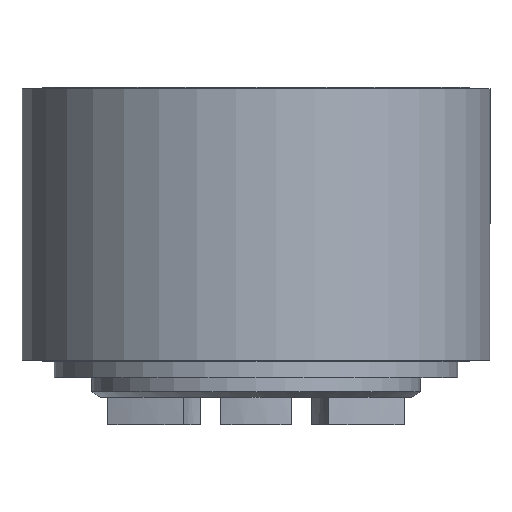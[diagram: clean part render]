
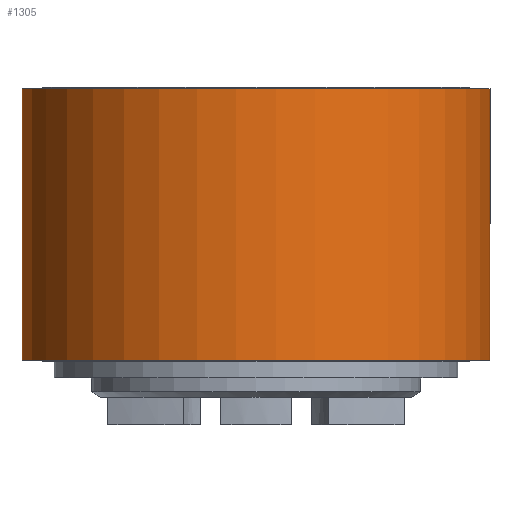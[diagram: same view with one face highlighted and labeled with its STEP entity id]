
A CAD part, left-side view. The second image highlights one B-rep face of the part: STEP entity #1305.
In plain terms, the highlighted cylindrical face has radius 17 mm (diameter 34 mm), a partial arc.
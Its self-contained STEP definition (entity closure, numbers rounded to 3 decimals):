
#29=LINE('',#1856,#75);
#30=LINE('',#1862,#76);
#75=VECTOR('',#1536,1000.);
#76=VECTOR('',#1543,1000.);
#163=ORIENTED_EDGE('',*,*,#411,.T.);
#164=ORIENTED_EDGE('',*,*,#412,.F.);
#165=ORIENTED_EDGE('',*,*,#408,.F.);
#166=ORIENTED_EDGE('',*,*,#413,.F.);
#408=EDGE_CURVE('',#533,#534,#29,.T.);
#411=EDGE_CURVE('',#535,#536,#30,.T.);
#412=EDGE_CURVE('',#534,#536,#618,.T.);
#413=EDGE_CURVE('',#535,#533,#619,.T.);
#533=VERTEX_POINT('',#1857);
#534=VERTEX_POINT('',#1858);
#535=VERTEX_POINT('',#1863);
#536=VERTEX_POINT('',#1864);
#618=CIRCLE('',#1379,17.);
#619=CIRCLE('',#1380,17.);
#699=EDGE_LOOP('',(#163,#164,#165,#166));
#780=FACE_BOUND('',#699,.T.);
#852=CYLINDRICAL_SURFACE('',#1378,17.);
#1305=ADVANCED_FACE('',(#780),#852,.T.);
#1378=AXIS2_PLACEMENT_3D('',#1861,#1541,#1542);
#1379=AXIS2_PLACEMENT_3D('',#1865,#1544,#1545);
#1380=AXIS2_PLACEMENT_3D('',#1866,#1546,#1547);
#1536=DIRECTION('',(0.,0.,1.));
#1541=DIRECTION('',(0.,0.,-1.));
#1542=DIRECTION('',(1.,0.,0.));
#1543=DIRECTION('',(0.,0.,1.));
#1544=DIRECTION('',(0.,0.,1.));
#1545=DIRECTION('',(1.,0.,0.));
#1546=DIRECTION('',(0.,0.,-1.));
#1547=DIRECTION('',(-1.,0.,0.));
#1856=CARTESIAN_POINT('',(13.338,10.54,-61.957));
#1857=CARTESIAN_POINT('',(13.338,10.54,2.7));
#1858=CARTESIAN_POINT('',(13.338,10.54,22.4));
#1861=CARTESIAN_POINT('',(0.,0.,-61.957));
#1862=CARTESIAN_POINT('',(13.338,-10.54,-61.957));
#1863=CARTESIAN_POINT('',(13.338,-10.54,2.7));
#1864=CARTESIAN_POINT('',(13.338,-10.54,22.4));
#1865=CARTESIAN_POINT('',(0.,0.,22.4));
#1866=CARTESIAN_POINT('',(0.,0.,2.7));
